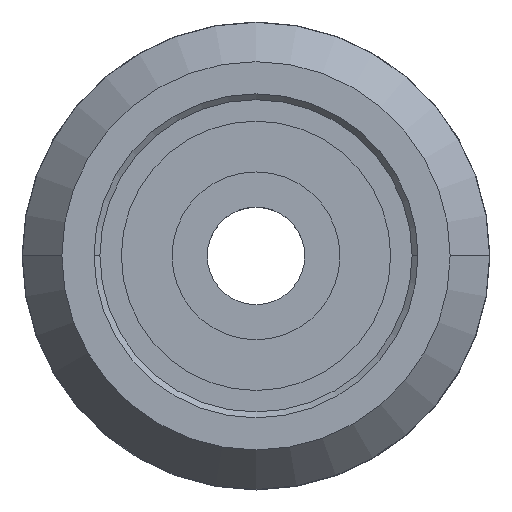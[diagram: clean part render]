
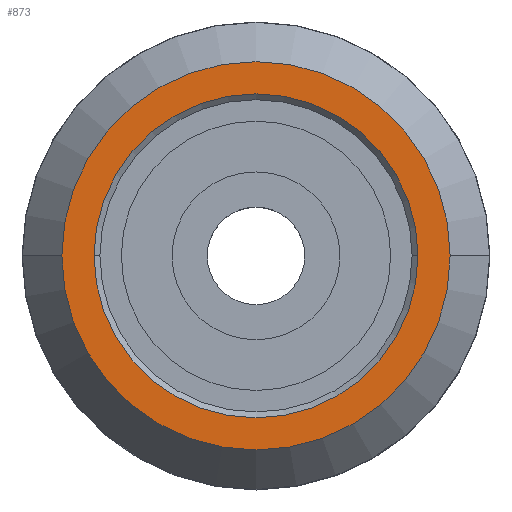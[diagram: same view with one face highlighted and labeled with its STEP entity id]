
A CAD part, top view. The second image highlights one B-rep face of the part: STEP entity #873.
In plain terms, the highlighted planar face has unit normal (0, 0, 1).
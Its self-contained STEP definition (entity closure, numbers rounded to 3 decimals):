
#78 = CIRCLE ( 'NONE', #1369, 8.3 ) ;
#105 = CARTESIAN_POINT ( 'NONE',  ( 0., 0., 2.56 ) ) ;
#112 = CARTESIAN_POINT ( 'NONE',  ( 0., 0., 2.56 ) ) ;
#157 = FACE_BOUND ( 'NONE', #1106, .T. ) ;
#168 = VERTEX_POINT ( 'NONE', #1006 ) ;
#229 = CARTESIAN_POINT ( 'NONE',  ( 0., 0., 2.56 ) ) ;
#246 = AXIS2_PLACEMENT_3D ( 'NONE', #950, #1495, #1098 ) ;
#247 = ORIENTED_EDGE ( 'NONE', *, *, #851, .T. ) ;
#266 = ORIENTED_EDGE ( 'NONE', *, *, #788, .T. ) ;
#313 = AXIS2_PLACEMENT_3D ( 'NONE', #229, #752, #611 ) ;
#392 = DIRECTION ( 'NONE',  ( 0., 0., 1. ) ) ;
#500 = CARTESIAN_POINT ( 'NONE',  ( 0., 0., 2.56 ) ) ;
#521 = PLANE ( 'NONE',  #720 ) ;
#567 = ORIENTED_EDGE ( 'NONE', *, *, #928, .T. ) ;
#611 = DIRECTION ( 'NONE',  ( 1., 0., 0. ) ) ;
#630 = AXIS2_PLACEMENT_3D ( 'NONE', #112, #770, #1182 ) ;
#635 = ORIENTED_EDGE ( 'NONE', *, *, #764, .T. ) ;
#690 = VERTEX_POINT ( 'NONE', #1283 ) ;
#720 = AXIS2_PLACEMENT_3D ( 'NONE', #105, #392, #1574 ) ;
#752 = DIRECTION ( 'NONE',  ( 0., 0., -1. ) ) ;
#756 = EDGE_LOOP ( 'NONE', ( #567, #247 ) ) ;
#764 = EDGE_CURVE ( 'NONE', #690, #168, #1288, .T. ) ;
#770 = DIRECTION ( 'NONE',  ( 0., 0., 1. ) ) ;
#788 = EDGE_CURVE ( 'NONE', #168, #690, #78, .T. ) ;
#851 = EDGE_CURVE ( 'NONE', #1521, #1004, #1336, .T. ) ;
#862 = DIRECTION ( 'NONE',  ( 1., 0., 0. ) ) ;
#873 = ADVANCED_FACE ( 'NONE', ( #157, #1656 ), #521, .T. ) ;
#928 = EDGE_CURVE ( 'NONE', #1004, #1521, #1146, .T. ) ;
#950 = CARTESIAN_POINT ( 'NONE',  ( 0., 0., 2.56 ) ) ;
#1004 = VERTEX_POINT ( 'NONE', #1368 ) ;
#1006 = CARTESIAN_POINT ( 'NONE',  ( -8.3, 0., 2.56 ) ) ;
#1098 = DIRECTION ( 'NONE',  ( 1., 0., 0. ) ) ;
#1106 = EDGE_LOOP ( 'NONE', ( #635, #266 ) ) ;
#1146 = CIRCLE ( 'NONE', #246, 9.95 ) ;
#1182 = DIRECTION ( 'NONE',  ( 1., 0., 0. ) ) ;
#1207 = CARTESIAN_POINT ( 'NONE',  ( 9.95, 0., 2.56 ) ) ;
#1283 = CARTESIAN_POINT ( 'NONE',  ( 8.3, 0., 2.56 ) ) ;
#1288 = CIRCLE ( 'NONE', #313, 8.3 ) ;
#1336 = CIRCLE ( 'NONE', #630, 9.95 ) ;
#1368 = CARTESIAN_POINT ( 'NONE',  ( -9.95, 0., 2.56 ) ) ;
#1369 = AXIS2_PLACEMENT_3D ( 'NONE', #500, #1655, #862 ) ;
#1495 = DIRECTION ( 'NONE',  ( 0., 0., 1. ) ) ;
#1521 = VERTEX_POINT ( 'NONE', #1207 ) ;
#1574 = DIRECTION ( 'NONE',  ( 1., 0., 0. ) ) ;
#1655 = DIRECTION ( 'NONE',  ( 0., 0., -1. ) ) ;
#1656 = FACE_OUTER_BOUND ( 'NONE', #756, .T. ) ;
